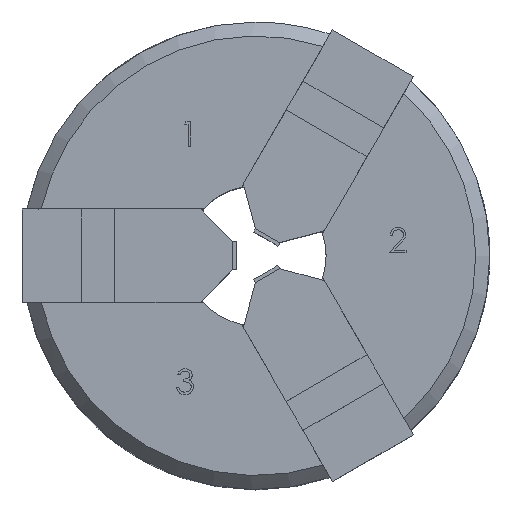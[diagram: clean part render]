
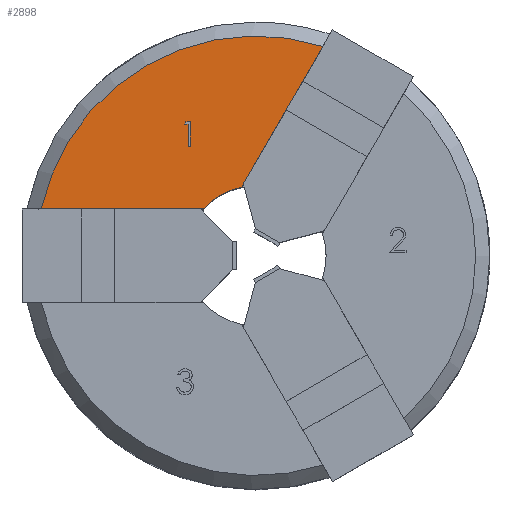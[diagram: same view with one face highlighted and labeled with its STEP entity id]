
A CAD part, top view. The second image highlights one B-rep face of the part: STEP entity #2898.
In plain terms, the highlighted face is planar.
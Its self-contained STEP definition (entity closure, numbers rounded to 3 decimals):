
#153=FACE_BOUND('',#473,.T.);
#164=PLANE('',#3122);
#298=FACE_OUTER_BOUND('',#472,.T.);
#472=EDGE_LOOP('',(#2107,#2108,#2109,#2110));
#473=EDGE_LOOP('',(#2111,#2112,#2113,#2114,#2115,#2116));
#676=LINE('',#4552,#974);
#677=LINE('',#4555,#975);
#678=LINE('',#4558,#976);
#679=LINE('',#4560,#977);
#680=LINE('',#4562,#978);
#681=LINE('',#4564,#979);
#682=LINE('',#4566,#980);
#683=LINE('',#4567,#981);
#974=VECTOR('',#3430,34.744);
#975=VECTOR('',#3433,34.744);
#976=VECTOR('',#3434,0.814);
#977=VECTOR('',#3435,0.625);
#978=VECTOR('',#3436,0.978);
#979=VECTOR('',#3437,5.292);
#980=VECTOR('',#3438,0.475);
#981=VECTOR('',#3439,4.749);
#1242=CIRCLE('',#3093,15.);
#1265=CIRCLE('',#3123,47.);
#1324=VERTEX_POINT('',#4109);
#1325=VERTEX_POINT('',#4111);
#1393=VERTEX_POINT('',#4551);
#1394=VERTEX_POINT('',#4553);
#1395=VERTEX_POINT('',#4556);
#1396=VERTEX_POINT('',#4557);
#1397=VERTEX_POINT('',#4559);
#1398=VERTEX_POINT('',#4561);
#1399=VERTEX_POINT('',#4563);
#1400=VERTEX_POINT('',#4565);
#1597=EDGE_CURVE('',#1324,#1325,#1242,.T.);
#1670=EDGE_CURVE('',#1393,#1324,#676,.T.);
#1671=EDGE_CURVE('',#1393,#1394,#1265,.T.);
#1672=EDGE_CURVE('',#1394,#1325,#677,.T.);
#1673=EDGE_CURVE('',#1395,#1396,#678,.T.);
#1674=EDGE_CURVE('',#1396,#1397,#679,.T.);
#1675=EDGE_CURVE('',#1397,#1398,#680,.T.);
#1676=EDGE_CURVE('',#1398,#1399,#681,.T.);
#1677=EDGE_CURVE('',#1399,#1400,#682,.T.);
#1678=EDGE_CURVE('',#1400,#1395,#683,.T.);
#2107=ORIENTED_EDGE('',*,*,#1670,.F.);
#2108=ORIENTED_EDGE('',*,*,#1671,.T.);
#2109=ORIENTED_EDGE('',*,*,#1672,.T.);
#2110=ORIENTED_EDGE('',*,*,#1597,.F.);
#2111=ORIENTED_EDGE('',*,*,#1673,.T.);
#2112=ORIENTED_EDGE('',*,*,#1674,.T.);
#2113=ORIENTED_EDGE('',*,*,#1675,.T.);
#2114=ORIENTED_EDGE('',*,*,#1676,.T.);
#2115=ORIENTED_EDGE('',*,*,#1677,.T.);
#2116=ORIENTED_EDGE('',*,*,#1678,.T.);
#2898=ADVANCED_FACE('',(#298,#153),#164,.T.);
#3093=AXIS2_PLACEMENT_3D('',#4112,#3340,#3341);
#3122=AXIS2_PLACEMENT_3D('',#4550,#3428,#3429);
#3123=AXIS2_PLACEMENT_3D('',#4554,#3431,#3432);
#3340=DIRECTION('center_axis',(0.,1.,0.));
#3341=DIRECTION('ref_axis',(0.,0.,1.));
#3428=DIRECTION('center_axis',(0.,1.,0.));
#3429=DIRECTION('ref_axis',(0.,0.,1.));
#3430=DIRECTION('',(-0.5,0.,0.866));
#3431=DIRECTION('center_axis',(0.,1.,0.));
#3432=DIRECTION('ref_axis',(0.,0.,1.));
#3433=DIRECTION('',(1.,0.,0.));
#3434=DIRECTION('',(-1.,0.,0.));
#3435=DIRECTION('',(0.497,0.,-0.868));
#3436=DIRECTION('',(1.,0.,0.));
#3437=DIRECTION('',(0.,0.,1.));
#3438=DIRECTION('',(-1.,0.,0.));
#3439=DIRECTION('',(0.,0.,-1.));
#4109=CARTESIAN_POINT('',(-3.07,0.,-14.682));
#4111=CARTESIAN_POINT('',(-11.18,0.,-10.));
#4112=CARTESIAN_POINT('Origin',(0.,0.,0.));
#4550=CARTESIAN_POINT('Origin',(0.,0.,0.));
#4551=CARTESIAN_POINT('',(14.302,0.,-44.771));
#4552=CARTESIAN_POINT('',(14.302,0.,-44.771));
#4553=CARTESIAN_POINT('',(-45.924,0.,-10.));
#4554=CARTESIAN_POINT('Origin',(0.,0.,0.));
#4555=CARTESIAN_POINT('',(-45.924,0.,-10.));
#4556=CARTESIAN_POINT('',(-14.489,0.,-28.162));
#4557=CARTESIAN_POINT('',(-15.303,0.,-28.162));
#4558=CARTESIAN_POINT('',(-14.489,0.,-28.162));
#4559=CARTESIAN_POINT('',(-14.992,0.,-28.704));
#4560=CARTESIAN_POINT('',(-15.303,0.,-28.162));
#4561=CARTESIAN_POINT('',(-14.014,0.,-28.704));
#4562=CARTESIAN_POINT('',(-14.992,0.,-28.704));
#4563=CARTESIAN_POINT('',(-14.014,0.,-23.413));
#4564=CARTESIAN_POINT('',(-14.014,0.,-28.704));
#4565=CARTESIAN_POINT('',(-14.489,0.,-23.413));
#4566=CARTESIAN_POINT('',(-14.014,0.,-23.413));
#4567=CARTESIAN_POINT('',(-14.489,0.,-23.413));
